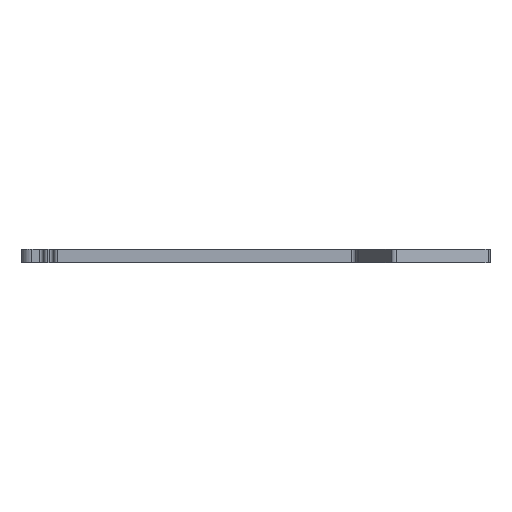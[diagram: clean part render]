
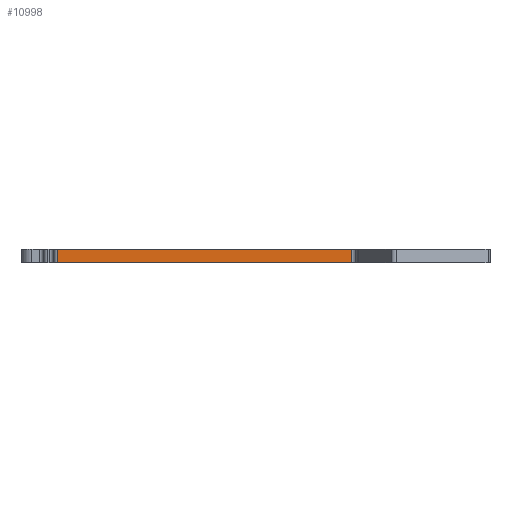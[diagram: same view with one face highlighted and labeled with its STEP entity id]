
A CAD part, left-side view. The second image highlights one B-rep face of the part: STEP entity #10998.
In plain terms, the highlighted planar face has unit normal (-1, 0, 0).
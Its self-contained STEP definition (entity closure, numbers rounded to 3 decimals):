
#1051=FACE_OUTER_BOUND('',#1651,.T.);
#1651=EDGE_LOOP('',(#10014,#10015,#10016,#10017));
#2393=LINE('',#16361,#3683);
#2586=LINE('',#17020,#3876);
#2944=LINE('',#17999,#4234);
#2946=LINE('',#18002,#4236);
#3683=VECTOR('',#13106,10.);
#3876=VECTOR('',#13631,10.);
#4234=VECTOR('',#14781,10.);
#4236=VECTOR('',#14785,10.);
#4791=VERTEX_POINT('',#16358);
#4792=VERTEX_POINT('',#16360);
#5091=VERTEX_POINT('',#17017);
#5092=VERTEX_POINT('',#17019);
#6044=EDGE_CURVE('',#4791,#4792,#2393,.T.);
#6402=EDGE_CURVE('',#5091,#5092,#2586,.T.);
#6894=EDGE_CURVE('',#5092,#4791,#2944,.T.);
#6896=EDGE_CURVE('',#4792,#5091,#2946,.T.);
#10014=ORIENTED_EDGE('',*,*,#6894,.F.);
#10015=ORIENTED_EDGE('',*,*,#6402,.F.);
#10016=ORIENTED_EDGE('',*,*,#6896,.F.);
#10017=ORIENTED_EDGE('',*,*,#6044,.F.);
#10474=PLANE('',#11852);
#10998=ADVANCED_FACE('',(#1051),#10474,.T.);
#11852=AXIS2_PLACEMENT_3D('',#18001,#14783,#14784);
#13106=DIRECTION('',(0.,1.,0.));
#13631=DIRECTION('',(0.,-1.,0.));
#14781=DIRECTION('',(0.,0.,-1.));
#14783=DIRECTION('center_axis',(-1.,0.,0.));
#14784=DIRECTION('ref_axis',(0.,1.,0.));
#14785=DIRECTION('',(0.,0.,1.));
#16358=CARTESIAN_POINT('',(32.005,-83.513,-2.));
#16360=CARTESIAN_POINT('',(32.005,-9.521,-2.));
#16361=CARTESIAN_POINT('',(32.005,-9.021,-2.));
#17017=CARTESIAN_POINT('',(32.005,-9.521,1.5));
#17019=CARTESIAN_POINT('',(32.005,-83.513,1.5));
#17020=CARTESIAN_POINT('',(32.005,-9.021,1.5));
#17999=CARTESIAN_POINT('',(32.005,-83.513,1.5));
#18001=CARTESIAN_POINT('Origin',(32.005,-84.513,1.5));
#18002=CARTESIAN_POINT('',(32.005,-9.521,1.5));
